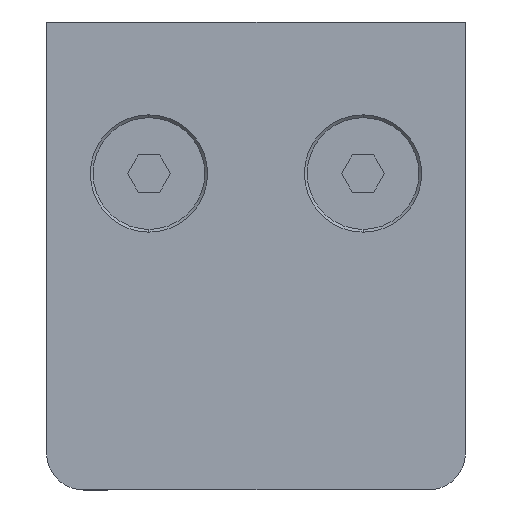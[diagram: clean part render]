
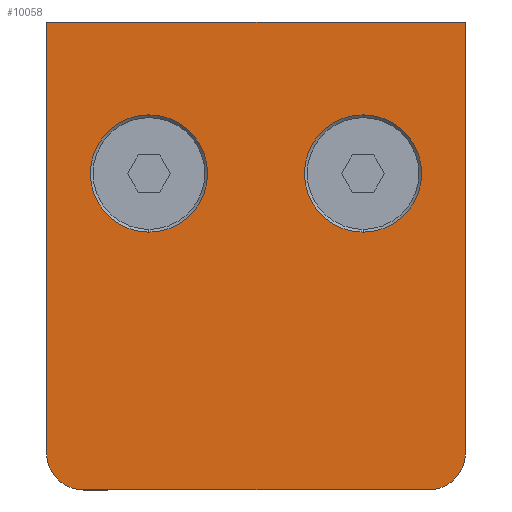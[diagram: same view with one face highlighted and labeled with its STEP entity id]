
A CAD part, front view. The second image highlights one B-rep face of the part: STEP entity #10058.
In plain terms, the highlighted planar face has unit normal (0, -1, 0).
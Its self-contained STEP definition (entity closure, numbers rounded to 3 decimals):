
#321 = AXIS2_PLACEMENT_3D ( 'NONE', #3561, #9449, #1715 ) ;
#863 = EDGE_CURVE ( 'NONE', #9840, #5687, #7485, .T. ) ;
#890 = LINE ( 'NONE', #2413, #2139 ) ;
#920 = CARTESIAN_POINT ( 'NONE',  ( 11.5, 0.5, -11. ) ) ;
#942 = ORIENTED_EDGE ( 'NONE', *, *, #1437, .F. ) ;
#1437 = EDGE_CURVE ( 'NONE', #6591, #2471, #8934, .T. ) ;
#1552 = CARTESIAN_POINT ( 'NONE',  ( 22.5, 0.5, 0. ) ) ;
#1660 = ORIENTED_EDGE ( 'NONE', *, *, #863, .F. ) ;
#1708 = CARTESIAN_POINT ( 'NONE',  ( 0., 0.5, 5.28 ) ) ;
#1715 = DIRECTION ( 'NONE',  ( 0., 0., -1. ) ) ;
#1716 = DIRECTION ( 'NONE',  ( 0., 0., -1. ) ) ;
#1745 = DIRECTION ( 'NONE',  ( 0., 0., -1. ) ) ;
#1765 = DIRECTION ( 'NONE',  ( 0., -1., 0. ) ) ;
#1938 = EDGE_LOOP ( 'NONE', ( #10318, #4166, #2203, #942, #8378, #10039 ) ) ;
#2002 = EDGE_LOOP ( 'NONE', ( #4994, #1660 ) ) ;
#2114 = DIRECTION ( 'NONE',  ( 0., 1., 0. ) ) ;
#2139 = VECTOR ( 'NONE', #3472, 1000. ) ;
#2181 = VECTOR ( 'NONE', #2509, 1000. ) ;
#2203 = ORIENTED_EDGE ( 'NONE', *, *, #7037, .F. ) ;
#2279 = VERTEX_POINT ( 'NONE', #2975 ) ;
#2400 = LINE ( 'NONE', #3407, #2181 ) ;
#2413 = CARTESIAN_POINT ( 'NONE',  ( -22.5, 0.5, 0. ) ) ;
#2471 = VERTEX_POINT ( 'NONE', #9573 ) ;
#2509 = DIRECTION ( 'NONE',  ( -1., 0., 0. ) ) ;
#2645 = CARTESIAN_POINT ( 'NONE',  ( -18.5, 0.5, -41. ) ) ;
#2790 = VERTEX_POINT ( 'NONE', #10068 ) ;
#2833 = EDGE_CURVE ( 'NONE', #5687, #9840, #10572, .T. ) ;
#2975 = CARTESIAN_POINT ( 'NONE',  ( -22.5, 0.5, 5.28 ) ) ;
#3294 = VECTOR ( 'NONE', #3453, 1000. ) ;
#3309 = DIRECTION ( 'NONE',  ( 0., -1., 0. ) ) ;
#3407 = CARTESIAN_POINT ( 'NONE',  ( -18.5, 0.5, -45. ) ) ;
#3409 = CIRCLE ( 'NONE', #7568, 6.3 ) ;
#3453 = DIRECTION ( 'NONE',  ( 1., 0., 0. ) ) ;
#3472 = DIRECTION ( 'NONE',  ( 0., 0., 1. ) ) ;
#3561 = CARTESIAN_POINT ( 'NONE',  ( -11.5, 0.5, -11. ) ) ;
#3943 = EDGE_CURVE ( 'NONE', #8316, #2279, #890, .T. ) ;
#4037 = ORIENTED_EDGE ( 'NONE', *, *, #11128, .F. ) ;
#4108 = VERTEX_POINT ( 'NONE', #4377 ) ;
#4155 = FACE_OUTER_BOUND ( 'NONE', #1938, .T. ) ;
#4166 = ORIENTED_EDGE ( 'NONE', *, *, #4843, .F. ) ;
#4182 = DIRECTION ( 'NONE',  ( 0., 0., -1. ) ) ;
#4223 = CARTESIAN_POINT ( 'NONE',  ( -11.5, 0.5, -4.7 ) ) ;
#4349 = DIRECTION ( 'NONE',  ( 0., -1., 0. ) ) ;
#4377 = CARTESIAN_POINT ( 'NONE',  ( 11.5, 0.5, -17.3 ) ) ;
#4415 = ORIENTED_EDGE ( 'NONE', *, *, #10616, .F. ) ;
#4493 = CIRCLE ( 'NONE', #6110, 4. ) ;
#4843 = EDGE_CURVE ( 'NONE', #10189, #8316, #4493, .T. ) ;
#4994 = ORIENTED_EDGE ( 'NONE', *, *, #2833, .F. ) ;
#5043 = CARTESIAN_POINT ( 'NONE',  ( 11.5, 0.5, -11. ) ) ;
#5237 = CARTESIAN_POINT ( 'NONE',  ( -11.5, 0.5, -11. ) ) ;
#5241 = DIRECTION ( 'NONE',  ( 0., 0., -1. ) ) ;
#5284 = AXIS2_PLACEMENT_3D ( 'NONE', #9240, #3309, #11036 ) ;
#5551 = DIRECTION ( 'NONE',  ( 0., 0., -1. ) ) ;
#5667 = EDGE_LOOP ( 'NONE', ( #4037, #4415 ) ) ;
#5673 = EDGE_CURVE ( 'NONE', #8127, #6591, #7530, .T. ) ;
#5687 = VERTEX_POINT ( 'NONE', #6904 ) ;
#5810 = CARTESIAN_POINT ( 'NONE',  ( -22.5, 0.5, -41. ) ) ;
#5917 = CARTESIAN_POINT ( 'NONE',  ( 22.5, 0.5, -41. ) ) ;
#5931 = DIRECTION ( 'NONE',  ( 0., 1., 0. ) ) ;
#5991 = CARTESIAN_POINT ( 'NONE',  ( 22.5, 0.5, 5.28 ) ) ;
#6110 = AXIS2_PLACEMENT_3D ( 'NONE', #2645, #5931, #5241 ) ;
#6591 = VERTEX_POINT ( 'NONE', #5917 ) ;
#6698 = PLANE ( 'NONE',  #5284 ) ;
#6904 = CARTESIAN_POINT ( 'NONE',  ( -11.5, 0.5, -17.3 ) ) ;
#7030 = VECTOR ( 'NONE', #1716, 1000. ) ;
#7037 = EDGE_CURVE ( 'NONE', #2471, #10189, #2400, .T. ) ;
#7485 = CIRCLE ( 'NONE', #10899, 6.3 ) ;
#7530 = LINE ( 'NONE', #1552, #7030 ) ;
#7568 = AXIS2_PLACEMENT_3D ( 'NONE', #5043, #1765, #10235 ) ;
#7674 = AXIS2_PLACEMENT_3D ( 'NONE', #9677, #2114, #5551 ) ;
#8127 = VERTEX_POINT ( 'NONE', #5991 ) ;
#8271 = FACE_BOUND ( 'NONE', #5667, .T. ) ;
#8316 = VERTEX_POINT ( 'NONE', #5810 ) ;
#8378 = ORIENTED_EDGE ( 'NONE', *, *, #5673, .F. ) ;
#8685 = DIRECTION ( 'NONE',  ( 0., -1., 0. ) ) ;
#8800 = AXIS2_PLACEMENT_3D ( 'NONE', #920, #4349, #4182 ) ;
#8934 = CIRCLE ( 'NONE', #7674, 4. ) ;
#9182 = FACE_BOUND ( 'NONE', #2002, .T. ) ;
#9240 = CARTESIAN_POINT ( 'NONE',  ( -18.5, 0.5, -41. ) ) ;
#9366 = EDGE_CURVE ( 'NONE', #2279, #8127, #10341, .T. ) ;
#9449 = DIRECTION ( 'NONE',  ( 0., -1., 0. ) ) ;
#9573 = CARTESIAN_POINT ( 'NONE',  ( 18.5, 0.5, -45. ) ) ;
#9677 = CARTESIAN_POINT ( 'NONE',  ( 18.5, 0.5, -41. ) ) ;
#9840 = VERTEX_POINT ( 'NONE', #4223 ) ;
#10039 = ORIENTED_EDGE ( 'NONE', *, *, #9366, .F. ) ;
#10058 = ADVANCED_FACE ( 'NONE', ( #8271, #9182, #4155 ), #6698, .T. ) ;
#10068 = CARTESIAN_POINT ( 'NONE',  ( 11.5, 0.5, -4.7 ) ) ;
#10189 = VERTEX_POINT ( 'NONE', #10355 ) ;
#10235 = DIRECTION ( 'NONE',  ( 0., 0., -1. ) ) ;
#10318 = ORIENTED_EDGE ( 'NONE', *, *, #3943, .F. ) ;
#10341 = LINE ( 'NONE', #1708, #3294 ) ;
#10355 = CARTESIAN_POINT ( 'NONE',  ( -18.5, 0.5, -45. ) ) ;
#10572 = CIRCLE ( 'NONE', #321, 6.3 ) ;
#10616 = EDGE_CURVE ( 'NONE', #2790, #4108, #3409, .T. ) ;
#10899 = AXIS2_PLACEMENT_3D ( 'NONE', #5237, #8685, #1745 ) ;
#10962 = CIRCLE ( 'NONE', #8800, 6.3 ) ;
#11036 = DIRECTION ( 'NONE',  ( 0., 0., -1. ) ) ;
#11128 = EDGE_CURVE ( 'NONE', #4108, #2790, #10962, .T. ) ;
